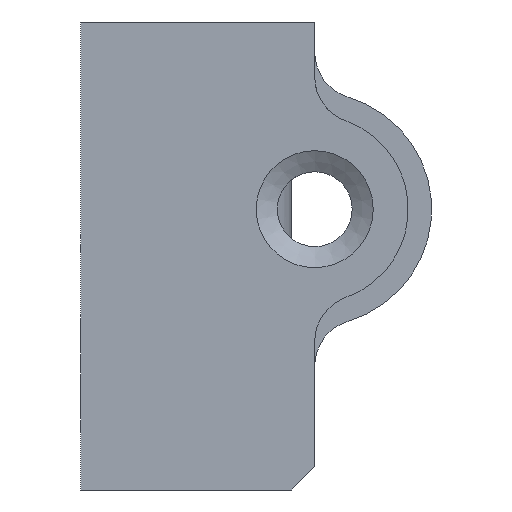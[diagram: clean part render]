
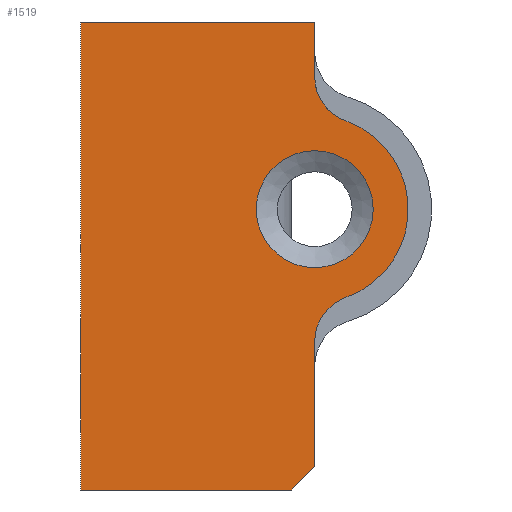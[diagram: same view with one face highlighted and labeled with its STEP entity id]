
A CAD part, front view. The second image highlights one B-rep face of the part: STEP entity #1519.
In plain terms, the highlighted planar face has unit normal (0, -1, 0).
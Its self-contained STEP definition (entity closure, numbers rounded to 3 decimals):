
#16=FACE_BOUND('',#277,.T.);
#40=PLANE('',#1718);
#194=FACE_OUTER_BOUND('',#276,.T.);
#276=EDGE_LOOP('',(#1328,#1329,#1330,#1331,#1332,#1333,#1334,#1335,#1336));
#277=EDGE_LOOP('',(#1337,#1338));
#363=LINE('',#2930,#455);
#366=LINE('',#2950,#458);
#383=LINE('',#3002,#475);
#384=LINE('',#3005,#476);
#385=LINE('',#3007,#477);
#386=LINE('',#3008,#478);
#455=VECTOR('',#2074,10.);
#458=VECTOR('',#2097,10.);
#475=VECTOR('',#2156,10.);
#476=VECTOR('',#2159,10.);
#477=VECTOR('',#2160,10.);
#478=VECTOR('',#2161,10.);
#502=CIRCLE('',#1566,2.5);
#503=CIRCLE('',#1567,2.5);
#576=CIRCLE('',#1685,2.);
#584=CIRCLE('',#1696,2.);
#592=CIRCLE('',#1719,4.);
#610=VERTEX_POINT('',#2253);
#611=VERTEX_POINT('',#2254);
#715=VERTEX_POINT('',#2914);
#716=VERTEX_POINT('',#2916);
#721=VERTEX_POINT('',#2928);
#726=VERTEX_POINT('',#2943);
#727=VERTEX_POINT('',#2945);
#728=VERTEX_POINT('',#2949);
#742=VERTEX_POINT('',#3001);
#743=VERTEX_POINT('',#3004);
#744=VERTEX_POINT('',#3006);
#764=EDGE_CURVE('',#610,#611,#502,.T.);
#765=EDGE_CURVE('',#611,#610,#503,.T.);
#914=EDGE_CURVE('',#715,#716,#576,.T.);
#921=EDGE_CURVE('',#715,#721,#363,.T.);
#929=EDGE_CURVE('',#726,#727,#584,.T.);
#931=EDGE_CURVE('',#728,#727,#366,.T.);
#957=EDGE_CURVE('',#728,#742,#383,.T.);
#958=EDGE_CURVE('',#726,#716,#592,.T.);
#959=EDGE_CURVE('',#743,#721,#384,.T.);
#960=EDGE_CURVE('',#744,#743,#385,.T.);
#961=EDGE_CURVE('',#744,#742,#386,.T.);
#1328=ORIENTED_EDGE('',*,*,#957,.F.);
#1329=ORIENTED_EDGE('',*,*,#931,.T.);
#1330=ORIENTED_EDGE('',*,*,#929,.F.);
#1331=ORIENTED_EDGE('',*,*,#958,.T.);
#1332=ORIENTED_EDGE('',*,*,#914,.F.);
#1333=ORIENTED_EDGE('',*,*,#921,.T.);
#1334=ORIENTED_EDGE('',*,*,#959,.F.);
#1335=ORIENTED_EDGE('',*,*,#960,.F.);
#1336=ORIENTED_EDGE('',*,*,#961,.T.);
#1337=ORIENTED_EDGE('',*,*,#764,.T.);
#1338=ORIENTED_EDGE('',*,*,#765,.T.);
#1519=ADVANCED_FACE('',(#194,#16),#40,.T.);
#1566=AXIS2_PLACEMENT_3D('',#2255,#1778,#1779);
#1567=AXIS2_PLACEMENT_3D('',#2256,#1780,#1781);
#1685=AXIS2_PLACEMENT_3D('',#2917,#2063,#2064);
#1696=AXIS2_PLACEMENT_3D('',#2946,#2092,#2093);
#1718=AXIS2_PLACEMENT_3D('',#3000,#2154,#2155);
#1719=AXIS2_PLACEMENT_3D('',#3003,#2157,#2158);
#1778=DIRECTION('center_axis',(0.,1.,0.));
#1779=DIRECTION('ref_axis',(0.,0.,-1.));
#1780=DIRECTION('center_axis',(0.,1.,0.));
#1781=DIRECTION('ref_axis',(0.,0.,-1.));
#2063=DIRECTION('center_axis',(0.,-1.,0.));
#2064=DIRECTION('ref_axis',(-0.816,0.,-0.577));
#2074=DIRECTION('',(0.,0.,1.));
#2092=DIRECTION('center_axis',(0.,-1.,0.));
#2093=DIRECTION('ref_axis',(-0.816,0.,0.577));
#2097=DIRECTION('',(0.,0.,1.));
#2154=DIRECTION('center_axis',(0.,-1.,0.));
#2155=DIRECTION('ref_axis',(1.,0.,0.));
#2156=DIRECTION('',(-0.707,0.,-0.707));
#2157=DIRECTION('center_axis',(0.,-1.,0.));
#2158=DIRECTION('ref_axis',(1.,0.,0.));
#2159=DIRECTION('',(1.,0.,0.));
#2160=DIRECTION('',(0.,0.,1.));
#2161=DIRECTION('',(1.,0.,0.));
#2253=CARTESIAN_POINT('',(10.,0.,-10.5));
#2254=CARTESIAN_POINT('',(10.,0.,-5.5));
#2255=CARTESIAN_POINT('Origin',(10.,0.,-8.));
#2256=CARTESIAN_POINT('Origin',(10.,0.,-8.));
#2914=CARTESIAN_POINT('',(10.,0.,-2.343));
#2916=CARTESIAN_POINT('',(11.333,0.,-4.229));
#2917=CARTESIAN_POINT('Origin',(12.,0.,-2.343));
#2928=CARTESIAN_POINT('',(10.,0.,0.));
#2930=CARTESIAN_POINT('',(10.,0.,-1.75));
#2943=CARTESIAN_POINT('',(11.333,0.,-11.771));
#2945=CARTESIAN_POINT('',(10.,0.,-13.657));
#2946=CARTESIAN_POINT('Origin',(12.,0.,-13.657));
#2949=CARTESIAN_POINT('',(10.,0.,-19.));
#2950=CARTESIAN_POINT('',(10.,0.,-10.));
#3000=CARTESIAN_POINT('Origin',(10.,0.,-8.));
#3001=CARTESIAN_POINT('',(9.,0.,-20.));
#3002=CARTESIAN_POINT('',(12.5,0.,-16.5));
#3003=CARTESIAN_POINT('Origin',(10.,0.,-8.));
#3004=CARTESIAN_POINT('',(0.,0.,0.));
#3005=CARTESIAN_POINT('',(5.,0.,0.));
#3006=CARTESIAN_POINT('',(0.,0.,-20.));
#3007=CARTESIAN_POINT('',(0.,0.,-10.));
#3008=CARTESIAN_POINT('',(5.,0.,-20.));
